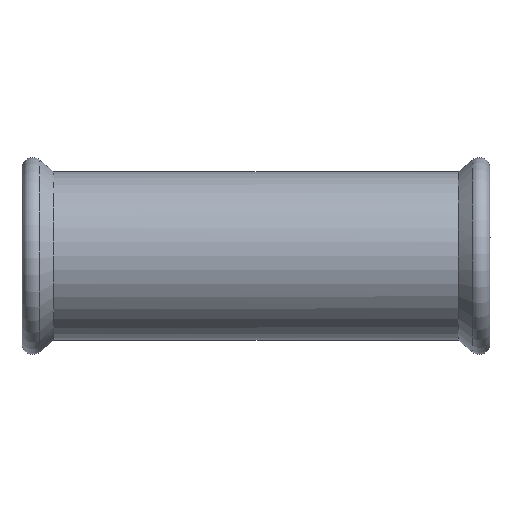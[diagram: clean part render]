
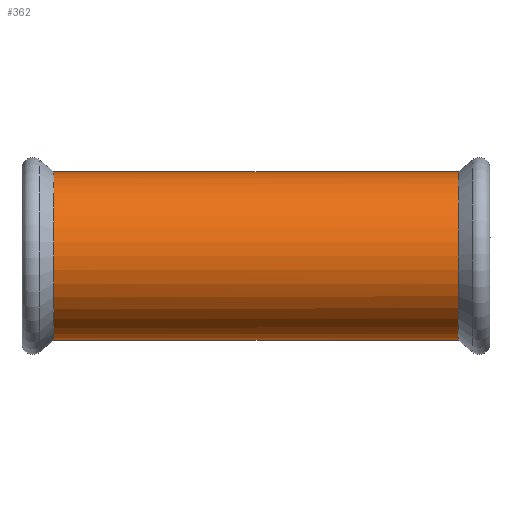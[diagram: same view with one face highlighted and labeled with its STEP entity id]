
A CAD part, front view. The second image highlights one B-rep face of the part: STEP entity #362.
In plain terms, the highlighted cylindrical face has radius 46.75 mm (diameter 93.5 mm), a full revolution.
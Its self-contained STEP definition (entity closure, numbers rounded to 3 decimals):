
#30=CYLINDRICAL_SURFACE('',#443,46.75);
#49=FACE_OUTER_BOUND('',#73,.T.);
#73=EDGE_LOOP('',(#294,#295,#296,#297,#298,#299));
#89=LINE('',#672,#101);
#101=VECTOR('',#567,46.75);
#123=CIRCLE('',#419,46.75);
#124=CIRCLE('',#420,46.75);
#133=CIRCLE('',#434,46.75);
#134=CIRCLE('',#435,46.75);
#157=VERTEX_POINT('',#631);
#158=VERTEX_POINT('',#633);
#165=VERTEX_POINT('',#656);
#166=VERTEX_POINT('',#658);
#196=EDGE_CURVE('',#157,#158,#123,.T.);
#197=EDGE_CURVE('',#158,#157,#124,.T.);
#208=EDGE_CURVE('',#165,#166,#133,.T.);
#209=EDGE_CURVE('',#166,#165,#134,.T.);
#215=EDGE_CURVE('',#158,#166,#89,.T.);
#294=ORIENTED_EDGE('',*,*,#197,.F.);
#295=ORIENTED_EDGE('',*,*,#215,.T.);
#296=ORIENTED_EDGE('',*,*,#208,.F.);
#297=ORIENTED_EDGE('',*,*,#209,.F.);
#298=ORIENTED_EDGE('',*,*,#215,.F.);
#299=ORIENTED_EDGE('',*,*,#196,.F.);
#362=ADVANCED_FACE('',(#49),#30,.T.);
#419=AXIS2_PLACEMENT_3D('',#634,#515,#516);
#420=AXIS2_PLACEMENT_3D('',#635,#517,#518);
#434=AXIS2_PLACEMENT_3D('',#659,#547,#548);
#435=AXIS2_PLACEMENT_3D('',#660,#549,#550);
#443=AXIS2_PLACEMENT_3D('',#671,#565,#566);
#515=DIRECTION('center_axis',(1.,0.,0.));
#516=DIRECTION('ref_axis',(0.,-1.,0.));
#517=DIRECTION('center_axis',(1.,0.,0.));
#518=DIRECTION('ref_axis',(0.,-1.,0.));
#547=DIRECTION('center_axis',(-1.,0.,0.));
#548=DIRECTION('ref_axis',(0.,1.,0.));
#549=DIRECTION('center_axis',(-1.,0.,0.));
#550=DIRECTION('ref_axis',(0.,1.,0.));
#565=DIRECTION('center_axis',(1.,0.,0.));
#566=DIRECTION('ref_axis',(0.,1.,0.));
#567=DIRECTION('',(-1.,0.,0.));
#631=CARTESIAN_POINT('',(112.282,-41.027,-22.413));
#633=CARTESIAN_POINT('',(112.282,-46.75,0.));
#634=CARTESIAN_POINT('Origin',(112.282,0.,0.));
#635=CARTESIAN_POINT('Origin',(112.282,0.,0.));
#656=CARTESIAN_POINT('',(-112.282,-41.027,22.413));
#658=CARTESIAN_POINT('',(-112.282,-46.75,0.));
#659=CARTESIAN_POINT('Origin',(-112.282,0.,0.));
#660=CARTESIAN_POINT('Origin',(-112.282,0.,0.));
#671=CARTESIAN_POINT('Origin',(0.,0.,0.));
#672=CARTESIAN_POINT('',(0.,-46.75,0.));
